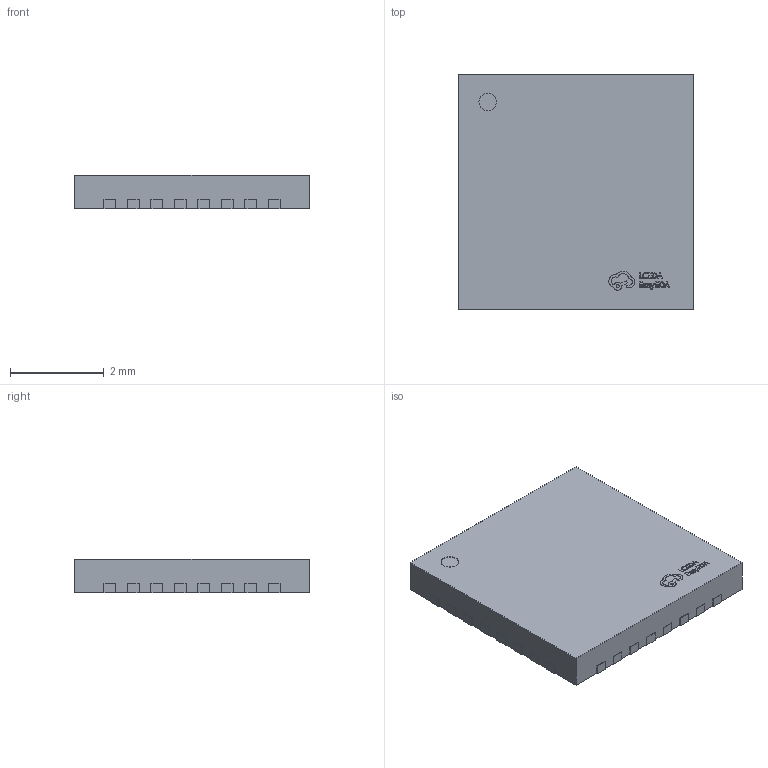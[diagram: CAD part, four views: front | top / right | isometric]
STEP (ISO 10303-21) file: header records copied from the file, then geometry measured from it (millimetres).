
FILE_DESCRIPTION (( 'STEP AP214' ), '1' );
FILE_NAME ('LFCSP-32_L5.0-W5.0-P0.50-BL-EP3.STEP', '2023-02-10T09:12:58', ( '' ), ( '' ), 'SwSTEP 2.0', 'SolidWorks 2020', '' );
FILE_SCHEMA (( 'AUTOMOTIVE_DESIGN' ));
Length unit declared in the file: millimetre
Products named in the file (1): LFCSP-32_L5.0-W5.0-P0.50-BL-EP3
Bounding box: 5.02 x 5.02 x 0.71 mm (x, y, z)
Volume: 17.7 mm3; surface area: 64.8 mm2
Topology: 1 solids, 1 shells, 444 faces, 1263 edges, 842 vertices
Faces by surface type: plane 299, bspline 98, cylinder 47
Entity records: 19751 total; most frequent: CARTESIAN_POINT 3856, ORIENTED_EDGE 2526, DIRECTION 1851, EDGE_CURVE 1263, LINE 969, VECTOR 969, VERTEX_POINT 842, EDGE_LOOP 465
